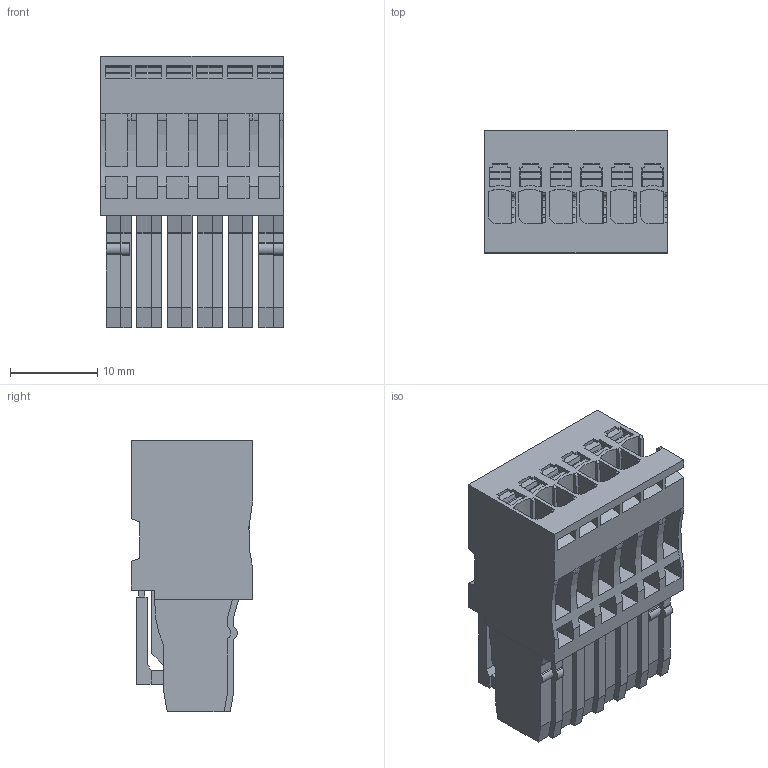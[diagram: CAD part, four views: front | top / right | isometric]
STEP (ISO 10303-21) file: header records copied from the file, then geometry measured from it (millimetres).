
FILE_DESCRIPTION(('CATIA V5R24 STEP','CAx-IF Rec.Pracs.--- Model Styling and Organization---1.2---2011-12-15'),'2;1');
FILE_NAME ('D1462755_0', '2017-02-15T07:51:43+00:00', ('Weidmueller Interface'), ('Weidmueller'), 'CATIA Version 5-6 Release 2014 SP4 HF52', 'CATIA V5 STEP AP214', 'none');
FILE_SCHEMA(('AUTOMOTIVE_DESIGN { 1 0 10303 214 1 1 1 1 }'));
Length unit declared in the file: millimetre
Products named in the file (1): v5-standard_part
Bounding box: 21 x 14 x 31.15 mm (x, y, z)
Volume: 5687.7 mm3; surface area: 7501.8 mm2
Topology: 7 solids, 44 shells, 1557 faces, 4301 edges, 2866 vertices
Faces by surface type: plane 1167, cylinder 390
Entity records: 48257 total; most frequent: CARTESIAN_POINT 9004, ORIENTED_EDGE 8602, DIRECTION 6327, EDGE_CURVE 4301, VECTOR 3461, LINE 3461, VERTEX_POINT 2866, AXIS2_PLACEMENT_3D 1813
